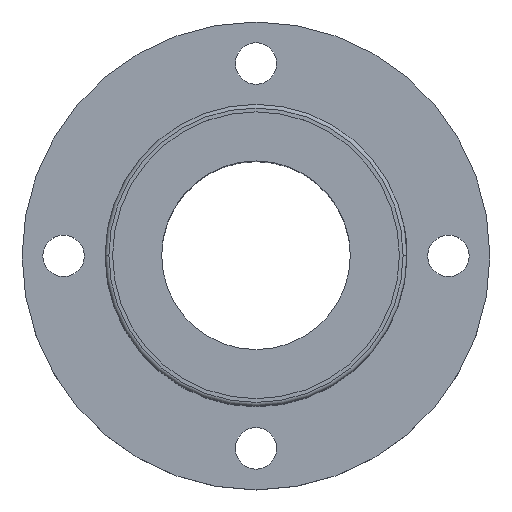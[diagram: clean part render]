
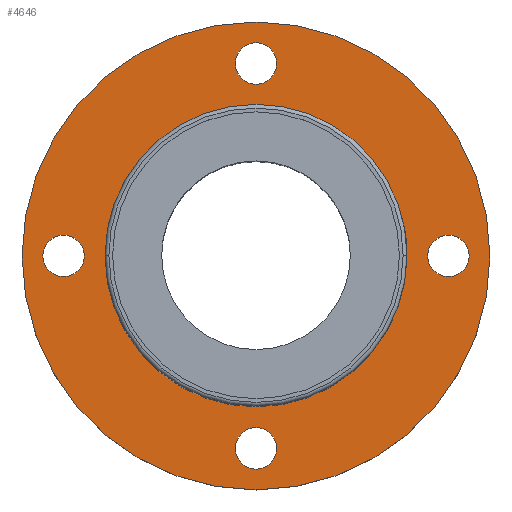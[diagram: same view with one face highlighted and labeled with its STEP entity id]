
A CAD part, top view. The second image highlights one B-rep face of the part: STEP entity #4646.
In plain terms, the highlighted planar face has unit normal (0, 0, 1).
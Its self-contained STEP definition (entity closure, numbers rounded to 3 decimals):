
#214 = EDGE_CURVE ( 'NONE', #11328, #11942, #2668, .T. ) ;
#245 = VERTEX_POINT ( 'NONE', #5751 ) ;
#512 = CIRCLE ( 'NONE', #14091, 31. ) ;
#970 = CIRCLE ( 'NONE', #5893, 2.75 ) ;
#1068 = EDGE_LOOP ( 'NONE', ( #13127, #14281 ) ) ;
#1389 = ORIENTED_EDGE ( 'NONE', *, *, #10553, .F. ) ;
#1473 = AXIS2_PLACEMENT_3D ( 'NONE', #12497, #14924, #6719 ) ;
#1641 = DIRECTION ( 'NONE',  ( -1., 0., 0. ) ) ;
#1646 = FACE_BOUND ( 'NONE', #12310, .T. ) ;
#1823 = DIRECTION ( 'NONE',  ( -1., 0., 0. ) ) ;
#2218 = AXIS2_PLACEMENT_3D ( 'NONE', #5738, #10460, #9294 ) ;
#2255 = ORIENTED_EDGE ( 'NONE', *, *, #14945, .F. ) ;
#2308 = VERTEX_POINT ( 'NONE', #4993 ) ;
#2402 = ORIENTED_EDGE ( 'NONE', *, *, #15079, .T. ) ;
#2583 = FACE_BOUND ( 'NONE', #9256, .T. ) ;
#2668 = CIRCLE ( 'NONE', #11546, 20. ) ;
#2809 = EDGE_CURVE ( 'NONE', #8819, #4603, #12028, .T. ) ;
#2908 = CARTESIAN_POINT ( 'NONE',  ( 0., -25.5, 0. ) ) ;
#3506 = AXIS2_PLACEMENT_3D ( 'NONE', #4088, #4245, #14755 ) ;
#3622 = CIRCLE ( 'NONE', #8795, 31. ) ;
#3737 = CARTESIAN_POINT ( 'NONE',  ( 0., 0., 0. ) ) ;
#3775 = VERTEX_POINT ( 'NONE', #8973 ) ;
#3942 = CIRCLE ( 'NONE', #11341, 2.75 ) ;
#4022 = ORIENTED_EDGE ( 'NONE', *, *, #2809, .T. ) ;
#4088 = CARTESIAN_POINT ( 'NONE',  ( -25.5, 0., 0. ) ) ;
#4245 = DIRECTION ( 'NONE',  ( 0., 0., -1. ) ) ;
#4282 = VERTEX_POINT ( 'NONE', #4907 ) ;
#4567 = DIRECTION ( 'NONE',  ( 0., 0., -1. ) ) ;
#4603 = VERTEX_POINT ( 'NONE', #9300 ) ;
#4646 = ADVANCED_FACE ( 'NONE', ( #4890, #14631, #9817, #2583, #1646, #8456 ), #13158, .F. ) ;
#4713 = AXIS2_PLACEMENT_3D ( 'NONE', #13877, #12621, #5431 ) ;
#4729 = CARTESIAN_POINT ( 'NONE',  ( -25.5, 0., 0. ) ) ;
#4754 = ORIENTED_EDGE ( 'NONE', *, *, #14221, .T. ) ;
#4801 = ORIENTED_EDGE ( 'NONE', *, *, #10201, .T. ) ;
#4890 = FACE_BOUND ( 'NONE', #11416, .T. ) ;
#4907 = CARTESIAN_POINT ( 'NONE',  ( -28.25, 0., 0. ) ) ;
#4960 = EDGE_CURVE ( 'NONE', #3775, #2308, #970, .T. ) ;
#4993 = CARTESIAN_POINT ( 'NONE',  ( 2.75, 25.5, 0. ) ) ;
#5327 = VERTEX_POINT ( 'NONE', #8921 ) ;
#5354 = DIRECTION ( 'NONE',  ( 0., 0., -1. ) ) ;
#5357 = DIRECTION ( 'NONE',  ( 1., 0., 0. ) ) ;
#5431 = DIRECTION ( 'NONE',  ( -1., 0., 0. ) ) ;
#5436 = CARTESIAN_POINT ( 'NONE',  ( 28.25, 0., 0. ) ) ;
#5715 = CIRCLE ( 'NONE', #14362, 2.75 ) ;
#5738 = CARTESIAN_POINT ( 'NONE',  ( 25.5, 0., 0. ) ) ;
#5751 = CARTESIAN_POINT ( 'NONE',  ( 31., 0., 0. ) ) ;
#5893 = AXIS2_PLACEMENT_3D ( 'NONE', #9440, #4567, #8131 ) ;
#5990 = EDGE_CURVE ( 'NONE', #9562, #4282, #10898, .T. ) ;
#6180 = CIRCLE ( 'NONE', #11853, 20. ) ;
#6719 = DIRECTION ( 'NONE',  ( -1., 0., 0. ) ) ;
#6778 = DIRECTION ( 'NONE',  ( 0., 0., 1. ) ) ;
#6847 = EDGE_CURVE ( 'NONE', #2308, #3775, #12301, .T. ) ;
#7025 = DIRECTION ( 'NONE',  ( -1., 0., 0. ) ) ;
#8033 = DIRECTION ( 'NONE',  ( -1., 0., 0. ) ) ;
#8039 = DIRECTION ( 'NONE',  ( 0., 0., -1. ) ) ;
#8101 = EDGE_CURVE ( 'NONE', #4282, #9562, #3942, .T. ) ;
#8109 = CARTESIAN_POINT ( 'NONE',  ( 0., 0., 0. ) ) ;
#8131 = DIRECTION ( 'NONE',  ( -1., 0., 0. ) ) ;
#8177 = ORIENTED_EDGE ( 'NONE', *, *, #8101, .T. ) ;
#8456 = FACE_BOUND ( 'NONE', #12478, .T. ) ;
#8795 = AXIS2_PLACEMENT_3D ( 'NONE', #8109, #8955, #8033 ) ;
#8817 = CARTESIAN_POINT ( 'NONE',  ( 0., -25.5, 0. ) ) ;
#8819 = VERTEX_POINT ( 'NONE', #5436 ) ;
#8921 = CARTESIAN_POINT ( 'NONE',  ( -2.75, -25.5, 0. ) ) ;
#8955 = DIRECTION ( 'NONE',  ( 0., 0., -1. ) ) ;
#8973 = CARTESIAN_POINT ( 'NONE',  ( -2.75, 25.5, 0. ) ) ;
#9256 = EDGE_LOOP ( 'NONE', ( #12985, #8177 ) ) ;
#9267 = CARTESIAN_POINT ( 'NONE',  ( 0., 0., 0. ) ) ;
#9294 = DIRECTION ( 'NONE',  ( -1., 0., 0. ) ) ;
#9300 = CARTESIAN_POINT ( 'NONE',  ( 22.75, 0., 0. ) ) ;
#9390 = EDGE_CURVE ( 'NONE', #245, #10141, #3622, .T. ) ;
#9430 = ORIENTED_EDGE ( 'NONE', *, *, #214, .F. ) ;
#9440 = CARTESIAN_POINT ( 'NONE',  ( 0., 25.5, 0. ) ) ;
#9545 = CARTESIAN_POINT ( 'NONE',  ( -20., 0., 0. ) ) ;
#9562 = VERTEX_POINT ( 'NONE', #9760 ) ;
#9760 = CARTESIAN_POINT ( 'NONE',  ( -22.75, 0., 0. ) ) ;
#9817 = FACE_BOUND ( 'NONE', #1068, .T. ) ;
#10141 = VERTEX_POINT ( 'NONE', #12275 ) ;
#10201 = EDGE_CURVE ( 'NONE', #5327, #12188, #5715, .T. ) ;
#10460 = DIRECTION ( 'NONE',  ( 0., 0., -1. ) ) ;
#10553 = EDGE_CURVE ( 'NONE', #11942, #11328, #6180, .T. ) ;
#10885 = AXIS2_PLACEMENT_3D ( 'NONE', #2908, #14658, #11243 ) ;
#10898 = CIRCLE ( 'NONE', #3506, 2.75 ) ;
#11052 = DIRECTION ( 'NONE',  ( 0., 0., -1. ) ) ;
#11238 = CARTESIAN_POINT ( 'NONE',  ( 0., 0., 0. ) ) ;
#11243 = DIRECTION ( 'NONE',  ( -1., 0., 0. ) ) ;
#11328 = VERTEX_POINT ( 'NONE', #14516 ) ;
#11341 = AXIS2_PLACEMENT_3D ( 'NONE', #4729, #5354, #1823 ) ;
#11416 = EDGE_LOOP ( 'NONE', ( #1389, #9430 ) ) ;
#11546 = AXIS2_PLACEMENT_3D ( 'NONE', #11238, #13796, #5357 ) ;
#11853 = AXIS2_PLACEMENT_3D ( 'NONE', #12651, #6778, #12807 ) ;
#11942 = VERTEX_POINT ( 'NONE', #9545 ) ;
#12028 = CIRCLE ( 'NONE', #2218, 2.75 ) ;
#12188 = VERTEX_POINT ( 'NONE', #14765 ) ;
#12275 = CARTESIAN_POINT ( 'NONE',  ( -31., 0., 0. ) ) ;
#12301 = CIRCLE ( 'NONE', #1473, 2.75 ) ;
#12310 = EDGE_LOOP ( 'NONE', ( #2402, #4801 ) ) ;
#12477 = EDGE_LOOP ( 'NONE', ( #13361, #2255 ) ) ;
#12478 = EDGE_LOOP ( 'NONE', ( #4022, #4754 ) ) ;
#12497 = CARTESIAN_POINT ( 'NONE',  ( 0., 25.5, 0. ) ) ;
#12597 = CIRCLE ( 'NONE', #10885, 2.75 ) ;
#12621 = DIRECTION ( 'NONE',  ( 0., 0., -1. ) ) ;
#12651 = CARTESIAN_POINT ( 'NONE',  ( 0., 0., 0. ) ) ;
#12807 = DIRECTION ( 'NONE',  ( 1., 0., 0. ) ) ;
#12985 = ORIENTED_EDGE ( 'NONE', *, *, #5990, .T. ) ;
#13103 = CIRCLE ( 'NONE', #4713, 2.75 ) ;
#13127 = ORIENTED_EDGE ( 'NONE', *, *, #6847, .T. ) ;
#13158 = PLANE ( 'NONE',  #14289 ) ;
#13361 = ORIENTED_EDGE ( 'NONE', *, *, #9390, .F. ) ;
#13454 = DIRECTION ( 'NONE',  ( 0., 0., -1. ) ) ;
#13796 = DIRECTION ( 'NONE',  ( 0., 0., 1. ) ) ;
#13877 = CARTESIAN_POINT ( 'NONE',  ( 25.5, 0., 0. ) ) ;
#14091 = AXIS2_PLACEMENT_3D ( 'NONE', #9267, #8039, #7025 ) ;
#14221 = EDGE_CURVE ( 'NONE', #4603, #8819, #13103, .T. ) ;
#14281 = ORIENTED_EDGE ( 'NONE', *, *, #4960, .T. ) ;
#14289 = AXIS2_PLACEMENT_3D ( 'NONE', #3737, #13454, #14468 ) ;
#14362 = AXIS2_PLACEMENT_3D ( 'NONE', #8817, #11052, #1641 ) ;
#14468 = DIRECTION ( 'NONE',  ( -1., 0., 0. ) ) ;
#14516 = CARTESIAN_POINT ( 'NONE',  ( 20., 0., 0. ) ) ;
#14631 = FACE_OUTER_BOUND ( 'NONE', #12477, .T. ) ;
#14658 = DIRECTION ( 'NONE',  ( 0., 0., -1. ) ) ;
#14755 = DIRECTION ( 'NONE',  ( -1., 0., 0. ) ) ;
#14765 = CARTESIAN_POINT ( 'NONE',  ( 2.75, -25.5, 0. ) ) ;
#14924 = DIRECTION ( 'NONE',  ( 0., 0., -1. ) ) ;
#14945 = EDGE_CURVE ( 'NONE', #10141, #245, #512, .T. ) ;
#15079 = EDGE_CURVE ( 'NONE', #12188, #5327, #12597, .T. ) ;
